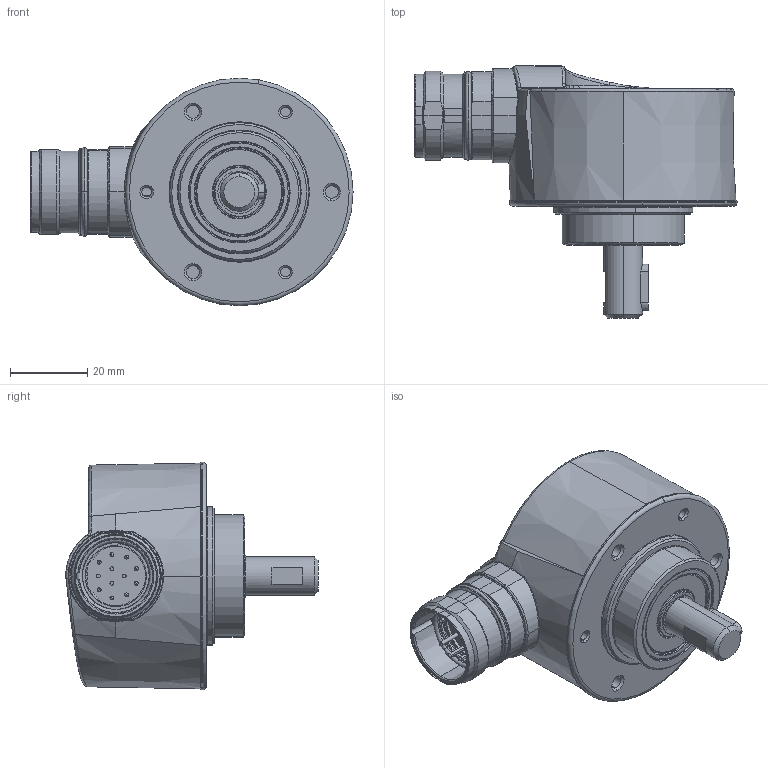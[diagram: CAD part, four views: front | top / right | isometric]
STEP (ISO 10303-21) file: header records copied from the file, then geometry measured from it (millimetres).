
FILE_DESCRIPTION (( 'STEP AP203' ), '1' );
FILE_NAME ('M006_DSM5H10_6R.STEP', '2018-03-29T06:23:46', ( '' ), ( '' ), 'SwSTEP 2.0', 'SolidWorks 2016', '' );
FILE_SCHEMA (( 'CONFIG_CONTROL_DESIGN' ));
Length unit declared in the file: millimetre
Products named in the file (1): M006_DSM5H10_6R
Bounding box: 83.5 x 65.48 x 59 mm (x, y, z)
Surface area: 19031.9 mm2 (no closed solid volume)
Topology: 0 solids, 23 shells, 310 faces, 837 edges, 539 vertices
Faces by surface type: cylinder 93, plane 67, cone 48, bspline 44, torus 42, sphere 16
Entity records: 14290 total; most frequent: CARTESIAN_POINT 7031, ORIENTED_EDGE 1476, DIRECTION 1428, EDGE_CURVE 821, AXIS2_PLACEMENT_3D 610, VERTEX_POINT 539, EDGE_LOOP 346, CIRCLE 343
